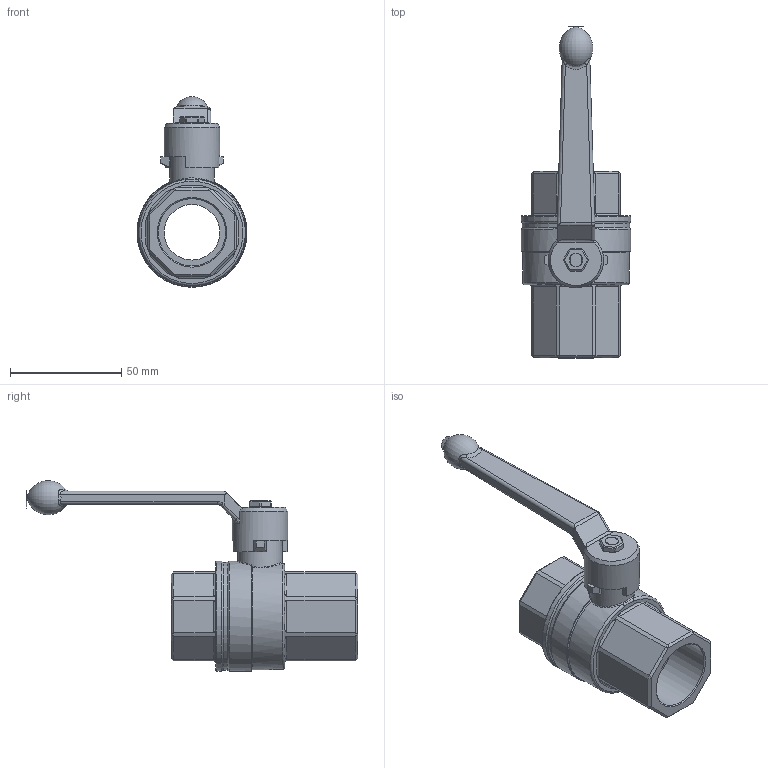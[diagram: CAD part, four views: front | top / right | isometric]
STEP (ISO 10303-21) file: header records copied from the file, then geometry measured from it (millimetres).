
FILE_DESCRIPTION(/* description */ ('Unknown'),/* implementation_level */ '2;1');
FILE_NAME(/* name */ '860-06',/* time_stamp */ '2022-08-09T12:34:19+02:00',/* author */ ('Unknown'),/* organization */ ('Unknown'),/* preprocessor_version */ 'ST-DEVELOPER v16.7',/* originating_system */ 'Solid Edge',/* authorisation */ 'Unknown');
FILE_SCHEMA (('AUTOMOTIVE_DESIGN {1 0 10303 214 3 1 1}'));
Length unit declared in the file: millimetre
Products named in the file (4): 2.104.025; 2.104-105-106.025; Hebel f. 2.104-105.020, 025; M6-niedrig
Assembly tree (3 placements, depth 2):
  2.104.025
    2.104-105-106.025
    Hebel f. 2.104-105.020, 025
    M6-niedrig
Bounding box: 49.5 x 149.33 x 85.82 mm (x, y, z)
Volume: 95450.3 mm3; surface area: 29721.7 mm2
Topology: 3 solids, 3 shells, 219 faces, 540 edges, 335 vertices
Faces by surface type: plane 144, cylinder 47, bspline 17, torus 6, cone 5
Full cylindrical faces by diameter (mm): 4.917 x1, 6.5 x1, 20 x1, 21 x1, 25 x2, 30.291 x2, 48.5 x1, 49.5 x2
Entity records: 7791 total; most frequent: CARTESIAN_POINT 1569, ORIENTED_EDGE 1026, DIRECTION 1007, EDGE_CURVE 513, LINE 341, VECTOR 341, AXIS2_PLACEMENT_3D 333, VERTEX_POINT 327
